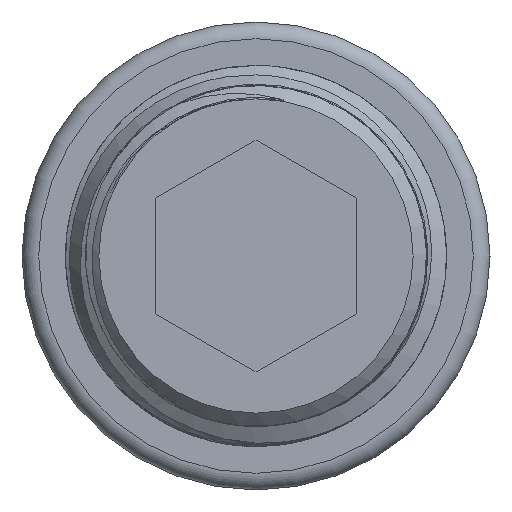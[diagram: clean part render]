
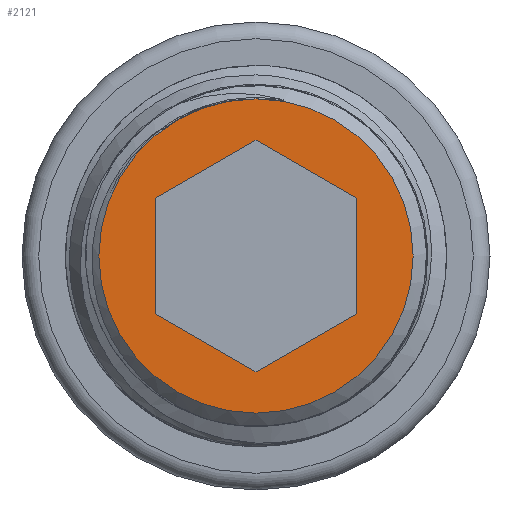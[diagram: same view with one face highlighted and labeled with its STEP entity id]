
A CAD part, front view. The second image highlights one B-rep face of the part: STEP entity #2121.
In plain terms, the highlighted planar face has unit normal (0, -1, 0).
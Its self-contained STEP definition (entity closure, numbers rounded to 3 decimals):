
#1376=CARTESIAN_POINT('',(0.0,0.,4.7));
#1377=VERTEX_POINT('',#1376);
#1378=CARTESIAN_POINT('',(0.0,0.0,0.0));
#1379=DIRECTION('',(0.0,-1.0,0.0));
#1380=DIRECTION('',(0.0,0.0,-1.0));
#1381=AXIS2_PLACEMENT_3D('',#1378,#1379,#1380);
#1382=CIRCLE('',#1381,4.7);
#1383=EDGE_CURVE('',#1377,#1377,#1382,.T.);
#2063=CARTESIAN_POINT('',(0.0,0.0,0.0));
#2064=DIRECTION('',(0.0,-1.0,0.0));
#2065=DIRECTION('',(0.0,0.0,-1.0));
#2066=AXIS2_PLACEMENT_3D('',#2063,#2064,#2065);
#2067=PLANE('',#2066);
#2068=ORIENTED_EDGE('',*,*,#1383,.T.);
#2069=EDGE_LOOP('',(#2068));
#2070=FACE_OUTER_BOUND('',#2069,.T.);
#2071=CARTESIAN_POINT('',(3.,0.,1.732));
#2072=VERTEX_POINT('',#2071);
#2073=CARTESIAN_POINT('',(0.,0.0,3.464));
#2074=VERTEX_POINT('',#2073);
#2075=CARTESIAN_POINT('',(3.,0.,1.732));
#2076=DIRECTION('',(-0.866,0.,0.5));
#2077=VECTOR('',#2076,3.464);
#2078=LINE('',#2075,#2077);
#2079=EDGE_CURVE('',#2072,#2074,#2078,.T.);
#2080=ORIENTED_EDGE('',*,*,#2079,.F.);
#2081=CARTESIAN_POINT('',(3.,0.,-1.732));
#2082=VERTEX_POINT('',#2081);
#2083=CARTESIAN_POINT('',(3.,0.,-1.732));
#2084=DIRECTION('',(0.0,0.0,1.0));
#2085=VECTOR('',#2084,3.464);
#2086=LINE('',#2083,#2085);
#2087=EDGE_CURVE('',#2082,#2072,#2086,.T.);
#2088=ORIENTED_EDGE('',*,*,#2087,.F.);
#2089=CARTESIAN_POINT('',(0.,0.0,-3.464));
#2090=VERTEX_POINT('',#2089);
#2091=CARTESIAN_POINT('',(0.,0.0,-3.464));
#2092=DIRECTION('',(0.866,0.,0.5));
#2093=VECTOR('',#2092,3.464);
#2094=LINE('',#2091,#2093);
#2095=EDGE_CURVE('',#2090,#2082,#2094,.T.);
#2096=ORIENTED_EDGE('',*,*,#2095,.F.);
#2097=CARTESIAN_POINT('',(-3.0,0.0,-1.732));
#2098=VERTEX_POINT('',#2097);
#2099=CARTESIAN_POINT('',(-3.0,0.0,-1.732));
#2100=DIRECTION('',(0.866,0.,-0.5));
#2101=VECTOR('',#2100,3.464);
#2102=LINE('',#2099,#2101);
#2103=EDGE_CURVE('',#2098,#2090,#2102,.T.);
#2104=ORIENTED_EDGE('',*,*,#2103,.F.);
#2105=CARTESIAN_POINT('',(-3.0,0.0,1.732));
#2106=VERTEX_POINT('',#2105);
#2107=CARTESIAN_POINT('',(-3.0,0.0,1.732));
#2108=DIRECTION('',(0.0,0.0,-1.0));
#2109=VECTOR('',#2108,3.464);
#2110=LINE('',#2107,#2109);
#2111=EDGE_CURVE('',#2106,#2098,#2110,.T.);
#2112=ORIENTED_EDGE('',*,*,#2111,.F.);
#2113=CARTESIAN_POINT('',(0.,0.,3.464));
#2114=DIRECTION('',(-0.866,0.,-0.5));
#2115=VECTOR('',#2114,3.464);
#2116=LINE('',#2113,#2115);
#2117=EDGE_CURVE('',#2074,#2106,#2116,.T.);
#2118=ORIENTED_EDGE('',*,*,#2117,.F.);
#2119=EDGE_LOOP('',(#2080,#2088,#2096,#2104,#2112,#2118));
#2120=FACE_BOUND('',#2119,.T.);
#2121=ADVANCED_FACE('',(#2070,#2120),#2067,.T.);
